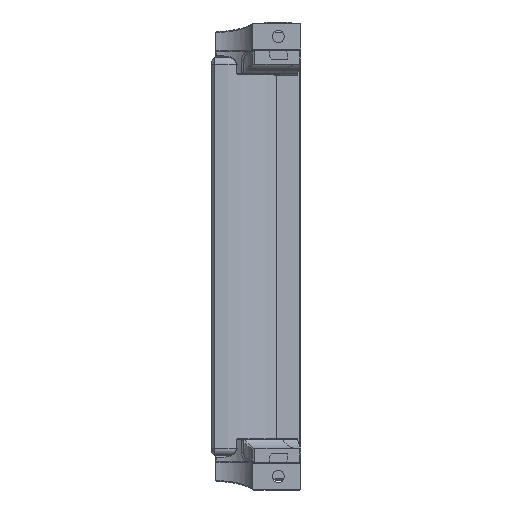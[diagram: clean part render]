
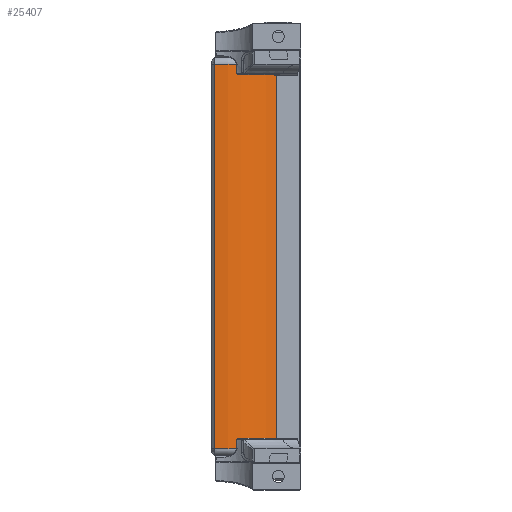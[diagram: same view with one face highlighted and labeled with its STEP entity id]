
A CAD part, top view. The second image highlights one B-rep face of the part: STEP entity #25407.
In plain terms, the highlighted cylindrical face has radius 23.763 mm (diameter 47.526 mm), a partial arc.
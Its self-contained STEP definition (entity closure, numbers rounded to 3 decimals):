
#397=CYLINDRICAL_SURFACE('',#27198,23.763);
#857=CIRCLE('',#27197,23.763);
#858=CIRCLE('',#27199,23.763);
#2657=FACE_OUTER_BOUND('',#4182,.T.);
#4182=EDGE_LOOP('',(#19436,#19437,#19438,#19439));
#5879=LINE('',#37384,#8398);
#6146=LINE('',#38703,#8665);
#8398=VECTOR('',#29991,10.);
#8665=VECTOR('',#30556,10.);
#10679=VERTEX_POINT('',#37381);
#10680=VERTEX_POINT('',#37383);
#10936=VERTEX_POINT('',#38697);
#10937=VERTEX_POINT('',#38701);
#13249=EDGE_CURVE('',#10679,#10680,#5879,.T.);
#13616=EDGE_CURVE('',#10937,#10936,#6146,.T.);
#14114=EDGE_CURVE('',#10680,#10937,#857,.T.);
#14115=EDGE_CURVE('',#10936,#10679,#858,.T.);
#19436=ORIENTED_EDGE('',*,*,#13249,.F.);
#19437=ORIENTED_EDGE('',*,*,#14115,.F.);
#19438=ORIENTED_EDGE('',*,*,#13616,.F.);
#19439=ORIENTED_EDGE('',*,*,#14114,.F.);
#25407=ADVANCED_FACE('',(#2657),#397,.T.);
#27197=AXIS2_PLACEMENT_3D('',#40683,#31543,#31544);
#27198=AXIS2_PLACEMENT_3D('',#40684,#31545,#31546);
#27199=AXIS2_PLACEMENT_3D('',#40685,#31547,#31548);
#29991=DIRECTION('',(0.,1.,0.));
#30556=DIRECTION('',(0.,-1.,0.));
#31543=DIRECTION('center_axis',(0.,1.,0.));
#31544=DIRECTION('ref_axis',(0.342,0.,0.94));
#31545=DIRECTION('center_axis',(0.,-1.,0.));
#31546=DIRECTION('ref_axis',(0.707,0.,0.707));
#31547=DIRECTION('center_axis',(0.,-1.,0.));
#31548=DIRECTION('ref_axis',(0.342,0.,0.94));
#37381=CARTESIAN_POINT('',(89.165,-86.85,229.176));
#37383=CARTESIAN_POINT('',(89.165,23.15,229.176));
#37384=CARTESIAN_POINT('',(89.165,-31.85,229.176));
#38697=CARTESIAN_POINT('',(107.042,-86.85,222.24));
#38701=CARTESIAN_POINT('',(107.042,23.15,222.24));
#38703=CARTESIAN_POINT('',(107.042,-31.85,222.24));
#40683=CARTESIAN_POINT('Origin',(90.239,23.15,205.437));
#40684=CARTESIAN_POINT('Origin',(90.239,-31.85,205.437));
#40685=CARTESIAN_POINT('Origin',(90.239,-86.85,205.437));
